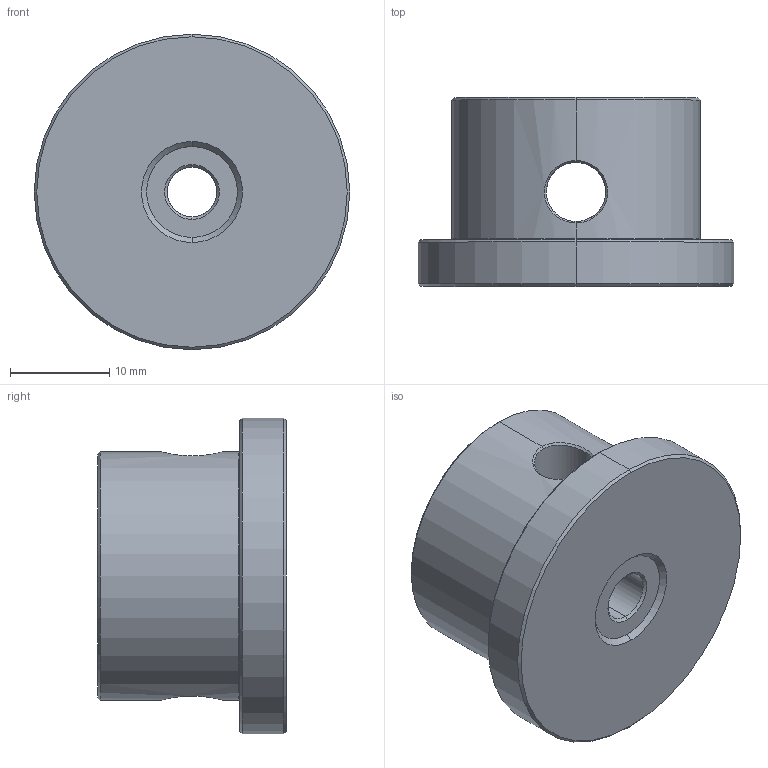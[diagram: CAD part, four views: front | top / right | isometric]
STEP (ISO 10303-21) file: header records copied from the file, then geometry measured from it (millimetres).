
FILE_DESCRIPTION (( 'STEP AP214' ), '1' );
FILE_NAME ('12997-E0W.STEP', '2014-06-16T14:52:12', ( '' ), ( '' ), 'SwSTEP 2.0', 'SolidWorks 2012', '' );
FILE_SCHEMA (( 'AUTOMOTIVE_DESIGN' ));
Length unit declared in the file: inch
Products named in the file (1): 12997-E0W
Bounding box: 31.75 x 19 x 31.75 mm (x, y, z)
Volume: 9712.2 mm3; surface area: 3668.7 mm2
Topology: 1 solids, 1 shells, 40 faces, 90 edges, 54 vertices
Faces by surface type: cone 18, cylinder 10, plane 6, bspline 4, torus 2
Entity records: 2128 total; most frequent: CARTESIAN_POINT 683, DIRECTION 184, ORIENTED_EDGE 180, EDGE_CURVE 90, AXIS2_PLACEMENT_3D 77, VERTEX_POINT 54, EDGE_LOOP 48, LENGTH_MEASURE_WITH_UNIT 43
